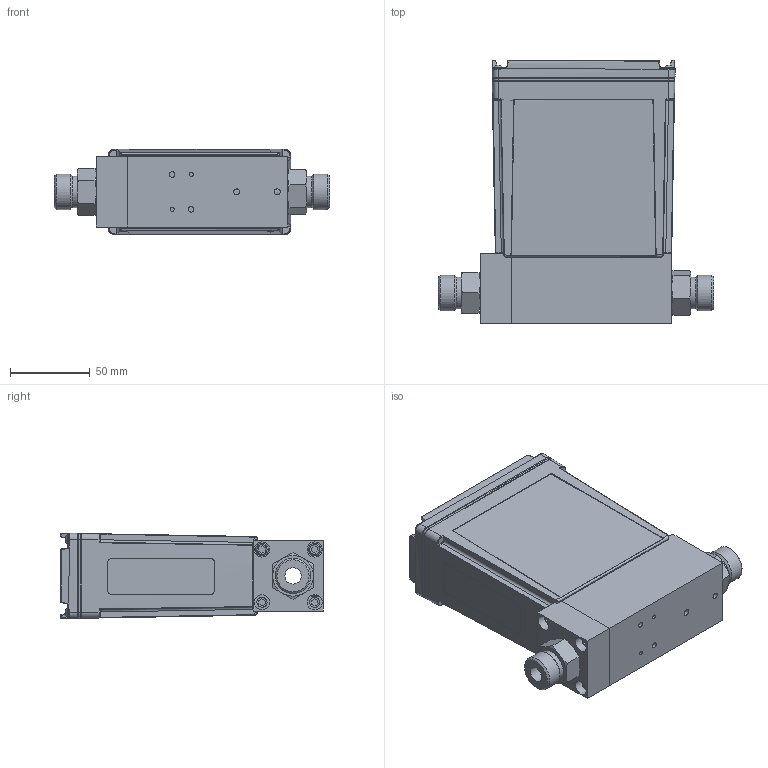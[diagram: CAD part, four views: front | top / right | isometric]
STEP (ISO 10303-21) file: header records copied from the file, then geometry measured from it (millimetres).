
FILE_DESCRIPTION (( 'STEP AP214' ), '1' );
FILE_NAME ('GE250-8VCO-PROFIBUS.STEP', '2016-01-27T13:40:20', ( 'MKS' ), ( 'MKS' ), 'SwSTEP 2.0', 'SolidWorks 2012', '' );
FILE_SCHEMA (( 'AUTOMOTIVE_DESIGN' ));
Length unit declared in the file: inch
Products named in the file (1): GE250-8VCO-PROFIBUS
Bounding box: 172.24 x 164.52 x 53.49 mm (x, y, z)
Surface area: 106576.1 mm2 (no closed solid volume)
Topology: 0 solids, 134 shells, 756 faces, 2943 edges, 2307 vertices
Faces by surface type: plane 390, cylinder 230, bspline 102, cone 27, torus 7
Full cylindrical faces by diameter (mm): 0.61 x9, 1.219 x9, 2.261 x4, 2.5 x2, 3.454 x2, 3.797 x2, 4.775 x4, 5.944 x8, 6.147 x4, 6.35 x2, 9.525 x4, 10.16 x2, 14.224 x1, 19.812 x2, 22.225 x2
Entity records: 59890 total; most frequent: CARTESIAN_POINT 28847, ORIENTED_EDGE 4158, DIRECTION 3272, EDGE_CURVE 2813, VERTEX_POINT 2281, LINE 1284, VECTOR 1284, B_SPLINE_CURVE_WITH_KNOTS 1160
